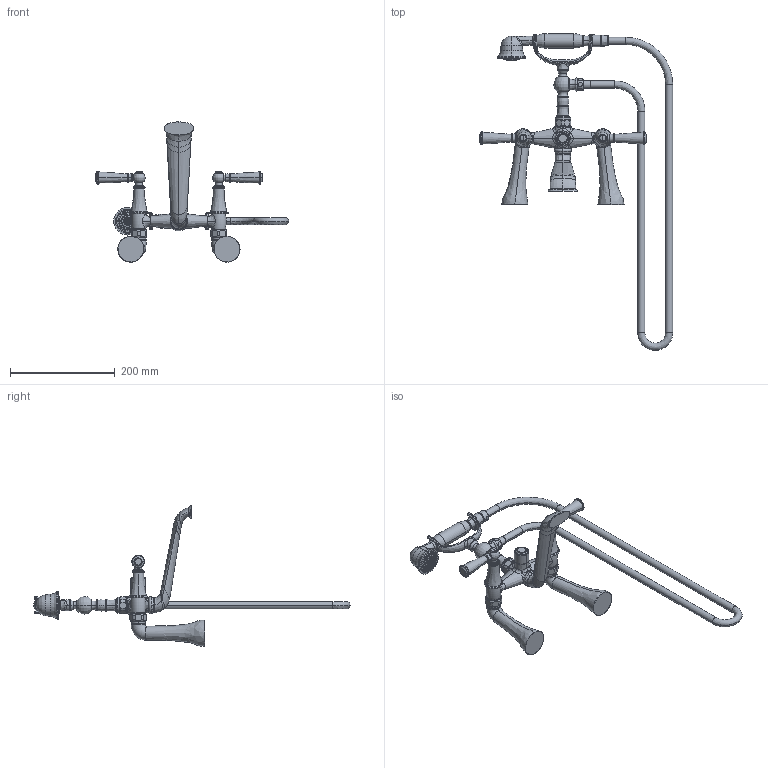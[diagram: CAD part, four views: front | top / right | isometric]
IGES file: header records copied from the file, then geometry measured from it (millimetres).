
Start section:  PTC IGES file: 2400-4273.igs
Global section: file name: 2400-4273.igs; native system: Creo Parametric by PTC Inc.; preprocessor: 2018400; author: jinson.thomas; organization: Unknown; date: 20210115.120603; units: inch
Bounding box: 370.17 x 606.04 x 268.56 mm (x, y, z)
Volume: 1036291 mm3; surface area: 197362 mm2
Topology: 1 solids, 1 shells, 831 faces, 1888 edges, 1152 vertices
Faces by surface type: revolution 538, bspline 289, extrusion 4
